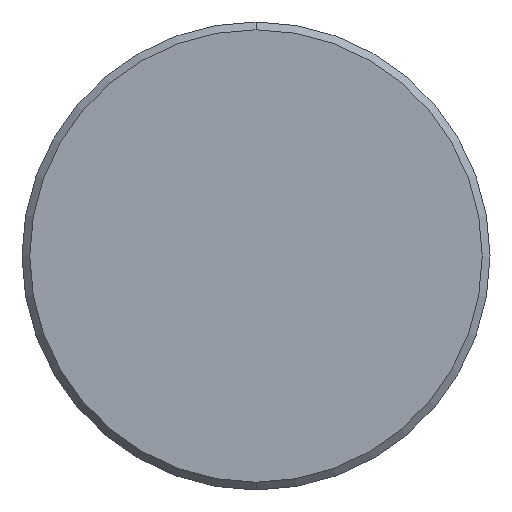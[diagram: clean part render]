
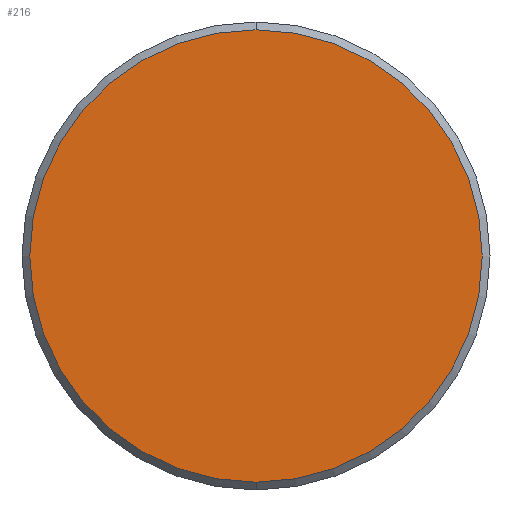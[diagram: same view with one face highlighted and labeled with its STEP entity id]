
A CAD part, left-side view. The second image highlights one B-rep face of the part: STEP entity #216.
In plain terms, the highlighted planar face has unit normal (-1, 0, 0).
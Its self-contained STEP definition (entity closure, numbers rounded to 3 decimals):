
#35 = CARTESIAN_POINT ( 'NONE',  ( -96.2, 0., 14.5 ) ) ;
#85 = EDGE_CURVE ( 'NONE', #321, #214, #308, .T. ) ;
#102 = DIRECTION ( 'NONE',  ( -1., 0., 0. ) ) ;
#120 = PLANE ( 'NONE',  #205 ) ;
#129 = FACE_OUTER_BOUND ( 'NONE', #735, .T. ) ;
#205 = AXIS2_PLACEMENT_3D ( 'NONE', #737, #643, #472 ) ;
#214 = VERTEX_POINT ( 'NONE', #35 ) ;
#216 = ADVANCED_FACE ( 'NONE', ( #129 ), #120, .T. ) ;
#234 = ORIENTED_EDGE ( 'NONE', *, *, #973, .T. ) ;
#267 = AXIS2_PLACEMENT_3D ( 'NONE', #987, #974, #526 ) ;
#308 = CIRCLE ( 'NONE', #354, 14.5 ) ;
#321 = VERTEX_POINT ( 'NONE', #844 ) ;
#354 = AXIS2_PLACEMENT_3D ( 'NONE', #989, #102, #714 ) ;
#472 = DIRECTION ( 'NONE',  ( 0., 0., 1. ) ) ;
#512 = ORIENTED_EDGE ( 'NONE', *, *, #85, .T. ) ;
#526 = DIRECTION ( 'NONE',  ( 0., 0., -1. ) ) ;
#643 = DIRECTION ( 'NONE',  ( -1., 0., 0. ) ) ;
#714 = DIRECTION ( 'NONE',  ( 0., 0., -1. ) ) ;
#735 = EDGE_LOOP ( 'NONE', ( #512, #234 ) ) ;
#737 = CARTESIAN_POINT ( 'NONE',  ( -96.2, -14.674, -14.674 ) ) ;
#844 = CARTESIAN_POINT ( 'NONE',  ( -96.2, 0., -14.5 ) ) ;
#973 = EDGE_CURVE ( 'NONE', #214, #321, #1025, .T. ) ;
#974 = DIRECTION ( 'NONE',  ( -1., 0., 0. ) ) ;
#987 = CARTESIAN_POINT ( 'NONE',  ( -96.2, 0., 0. ) ) ;
#989 = CARTESIAN_POINT ( 'NONE',  ( -96.2, 0., 0. ) ) ;
#1025 = CIRCLE ( 'NONE', #267, 14.5 ) ;
